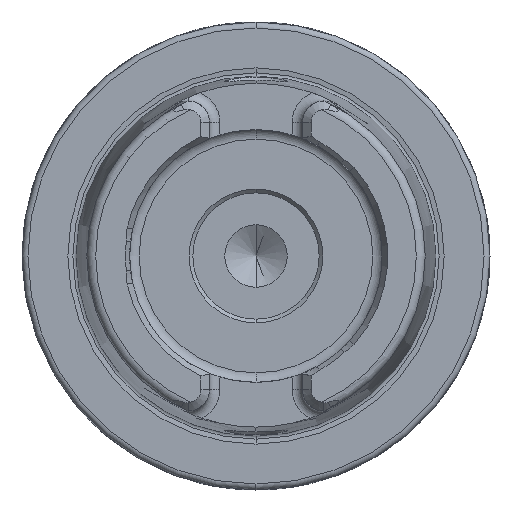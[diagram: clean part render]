
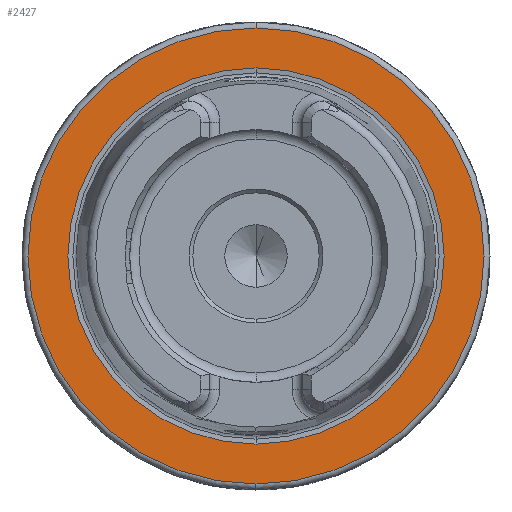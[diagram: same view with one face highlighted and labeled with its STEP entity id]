
A CAD part, left-side view. The second image highlights one B-rep face of the part: STEP entity #2427.
In plain terms, the highlighted planar face has unit normal (-1, 0, 0).
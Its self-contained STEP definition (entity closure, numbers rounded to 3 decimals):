
#444 = DIRECTION ( 'NONE',  ( 1., 0., 0. ) ) ;
#447 = CARTESIAN_POINT ( 'NONE',  ( 0., 30.7, 0. ) ) ;
#448 = PLANE ( 'NONE',  #13285 ) ;
#451 = DIRECTION ( 'NONE',  ( 0., 0., -1. ) ) ;
#1360 = AXIS2_PLACEMENT_3D ( 'NONE', #7784, #7783, #7782 ) ;
#1363 = AXIS2_PLACEMENT_3D ( 'NONE', #7688, #7685, #7684 ) ;
#1398 = AXIS2_PLACEMENT_3D ( 'NONE', #7585, #7582, #7579 ) ;
#1399 = AXIS2_PLACEMENT_3D ( 'NONE', #7593, #7592, #7591 ) ;
#1893 = CARTESIAN_POINT ( 'NONE',  ( 0., 0., 30.7 ) ) ;
#1900 = CARTESIAN_POINT ( 'NONE',  ( 0., 0., -30.7 ) ) ;
#1920 = CARTESIAN_POINT ( 'NONE',  ( 0., 0., 25.324 ) ) ;
#2018 = CARTESIAN_POINT ( 'NONE',  ( 0., 0., -25.324 ) ) ;
#2427 = ADVANCED_FACE ( 'NONE', ( #8526, #8522 ), #448, .F. ) ;
#3936 = EDGE_CURVE ( 'NONE', #6183, #6210, #5179, .T. ) ;
#3940 = EDGE_CURVE ( 'NONE', #6218, #6215, #5186, .T. ) ;
#4710 = EDGE_CURVE ( 'NONE', #6215, #6218, #5317, .T. ) ;
#4711 = EDGE_CURVE ( 'NONE', #6210, #6183, #5318, .T. ) ;
#5179 = CIRCLE ( 'NONE', #1360, 25.324 ) ;
#5186 = CIRCLE ( 'NONE', #1363, 30.7 ) ;
#5317 = CIRCLE ( 'NONE', #1398, 30.7 ) ;
#5318 = CIRCLE ( 'NONE', #1399, 25.324 ) ;
#6183 = VERTEX_POINT ( 'NONE', #2018 ) ;
#6210 = VERTEX_POINT ( 'NONE', #1920 ) ;
#6215 = VERTEX_POINT ( 'NONE', #1900 ) ;
#6218 = VERTEX_POINT ( 'NONE', #1893 ) ;
#6606 = ORIENTED_EDGE ( 'NONE', *, *, #4711, .F. ) ;
#6607 = ORIENTED_EDGE ( 'NONE', *, *, #3936, .F. ) ;
#6608 = ORIENTED_EDGE ( 'NONE', *, *, #4710, .T. ) ;
#6609 = ORIENTED_EDGE ( 'NONE', *, *, #3940, .T. ) ;
#7579 = DIRECTION ( 'NONE',  ( 0., 0., 1. ) ) ;
#7582 = DIRECTION ( 'NONE',  ( -1., 0., 0. ) ) ;
#7585 = CARTESIAN_POINT ( 'NONE',  ( 0., 0., 0. ) ) ;
#7591 = DIRECTION ( 'NONE',  ( 0., 0., 1. ) ) ;
#7592 = DIRECTION ( 'NONE',  ( -1., 0., 0. ) ) ;
#7593 = CARTESIAN_POINT ( 'NONE',  ( 0., 0., 0. ) ) ;
#7684 = DIRECTION ( 'NONE',  ( 0., 0., 1. ) ) ;
#7685 = DIRECTION ( 'NONE',  ( -1., 0., 0. ) ) ;
#7688 = CARTESIAN_POINT ( 'NONE',  ( 0., 0., 0. ) ) ;
#7782 = DIRECTION ( 'NONE',  ( 0., 0., 1. ) ) ;
#7783 = DIRECTION ( 'NONE',  ( -1., 0., 0. ) ) ;
#7784 = CARTESIAN_POINT ( 'NONE',  ( 0., 0., 0. ) ) ;
#8522 = FACE_OUTER_BOUND ( 'NONE', #9009, .T. ) ;
#8526 = FACE_BOUND ( 'NONE', #9011, .T. ) ;
#9009 = EDGE_LOOP ( 'NONE', ( #6609, #6608 ) ) ;
#9011 = EDGE_LOOP ( 'NONE', ( #6606, #6607 ) ) ;
#13285 = AXIS2_PLACEMENT_3D ( 'NONE', #447, #444, #451 ) ;
